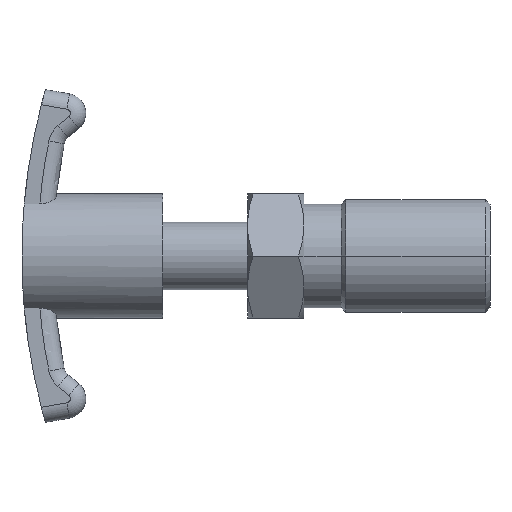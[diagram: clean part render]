
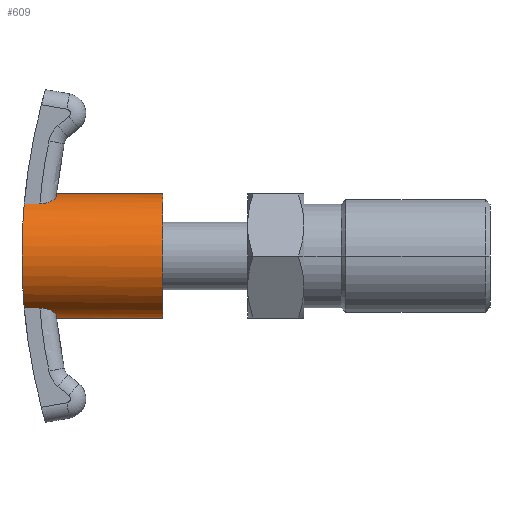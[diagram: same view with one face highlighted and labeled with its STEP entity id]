
A CAD part, left-side view. The second image highlights one B-rep face of the part: STEP entity #609.
In plain terms, the highlighted cylindrical face has radius 11 mm (diameter 22 mm), a partial arc.
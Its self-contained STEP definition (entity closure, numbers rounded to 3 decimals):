
#395=EDGE_CURVE('',#979,#1045,#1140,.T.);
#503=VERTEX_POINT('',#1259);
#513=EDGE_CURVE('',#541,#979,#1270,.T.);
#541=VERTEX_POINT('',#1300);
#555=EDGE_CURVE('',#1027,#1101,#1316,.T.);
#567=VERTEX_POINT('',#1329);
#609=ADVANCED_FACE('',(#1373),#1374,.T.);
#615=VERTEX_POINT('',#1381);
#659=EDGE_CURVE('',#615,#567,#1429,.T.);
#761=EDGE_CURVE('',#1101,#541,#1547,.T.);
#767=EDGE_CURVE('',#567,#1027,#1554,.T.);
#827=EDGE_CURVE('',#955,#615,#1624,.T.);
#923=EDGE_CURVE('',#955,#1073,#1729,.T.);
#955=VERTEX_POINT('',#1763);
#979=VERTEX_POINT('',#1789);
#1027=VERTEX_POINT('',#1844);
#1045=VERTEX_POINT('',#1864);
#1053=EDGE_CURVE('',#1045,#503,#1872,.T.);
#1065=EDGE_CURVE('',#1099,#503,#1884,.T.);
#1073=VERTEX_POINT('',#1893);
#1081=EDGE_CURVE('',#1073,#1099,#1903,.T.);
#1099=VERTEX_POINT('',#1924);
#1101=VERTEX_POINT('',#1926);
#1140=B_SPLINE_CURVE_WITH_KNOTS('',3,(#1960,#1961,#1962,#1963,#1964,#1965,#1966,#1967,#1968,#1969,#1970,#1971),.UNSPECIFIED.,.F.,.F.,(4,2,2,2,2,4),(0.0,0.911,1.891,3.061,4.051,5.022),.UNSPECIFIED.);
#1259=CARTESIAN_POINT('',(0.,43.899,-11.0));
#1270=LINE('',#2190,#2191);
#1300=CARTESIAN_POINT('',(-6.0,49.6,-9.22));
#1316=B_SPLINE_CURVE_WITH_KNOTS('',3,(#2290,#2291,#2292,#2293,#2294,#2295,#2296,#2297,#2298,#2299,#2300,#2301,#2302,#2303),.UNSPECIFIED.,.F.,.F.,(4,2,2,2,2,2,4),(6.062,6.22,8.293,10.367,12.44,14.514,16.587),.UNSPECIFIED.);
#1329=CARTESIAN_POINT('',(-6.0,46.84,9.22));
#1373=FACE_OUTER_BOUND('',#2433,.T.);
#1374=CYLINDRICAL_SURFACE('',#2434,11.0);
#1381=CARTESIAN_POINT('',(-3.25,43.952,10.509));
#1429=B_SPLINE_CURVE_WITH_KNOTS('',3,(#2517,#2518,#2519,#2520,#2521,#2522,#2523,#2524,#2525,#2526,#2527,#2528),.UNSPECIFIED.,.F.,.F.,(4,2,2,2,2,4),(0.0,1.124,2.382,3.579,4.313,5.034),.UNSPECIFIED.);
#1547=B_SPLINE_CURVE_WITH_KNOTS('',3,(#2726,#2727,#2728,#2729,#2730,#2731,#2732,#2733,#2734,#2735,#2736,#2737,#2738,#2739),.UNSPECIFIED.,.F.,.F.,(4,2,2,2,2,2,4),(16.587,18.66,20.734,22.807,24.88,26.954,27.112),.UNSPECIFIED.);
#1554=LINE('',#2747,#2748);
#1624=B_SPLINE_CURVE_WITH_KNOTS('',3,(#2860,#2861,#2862,#2863,#2864,#2865,#2866,#2867,#2868,#2869,#2870),.UNSPECIFIED.,.F.,.F.,(4,2,3,2,4),(-4.147,-2.074,0.0,2.074,4.147),.UNSPECIFIED.);
#1729=LINE('',#3085,#3086);
#1763=CARTESIAN_POINT('',(0.,43.899,11.0));
#1789=CARTESIAN_POINT('',(-6.0,46.84,-9.22));
#1844=CARTESIAN_POINT('',(-6.0,49.6,9.22));
#1864=CARTESIAN_POINT('',(-3.25,43.952,-10.509));
#1872=B_SPLINE_CURVE_WITH_KNOTS('',3,(#3356,#3357,#3358,#3359,#3360,#3361,#3362,#3363,#3364,#3365),.UNSPECIFIED.,.F.,.F.,(4,2,2,2,4),(29.03,31.103,33.177,35.25,37.324),.UNSPECIFIED.);
#1884=LINE('',#3394,#3395);
#1893=CARTESIAN_POINT('',(0.,25.0,11.0));
#1903=CIRCLE('',#3417,11.0);
#1924=CARTESIAN_POINT('',(0.,25.0,-11.0));
#1926=CARTESIAN_POINT('',(-11.0,50.0,0.));
#1960=CARTESIAN_POINT('',(-5.969,47.25,-9.24));
#1961=CARTESIAN_POINT('',(-6.015,46.951,-9.21));
#1962=CARTESIAN_POINT('',(-6.009,46.648,-9.214));
#1963=CARTESIAN_POINT('',(-5.901,46.031,-9.284));
#1964=CARTESIAN_POINT('',(-5.791,45.728,-9.354));
#1965=CARTESIAN_POINT('',(-5.459,45.124,-9.552));
#1966=CARTESIAN_POINT('',(-5.22,44.836,-9.688));
#1967=CARTESIAN_POINT('',(-4.702,44.406,-9.948));
#1968=CARTESIAN_POINT('',(-4.434,44.247,-10.072));
#1969=CARTESIAN_POINT('',(-3.862,44.026,-10.304));
#1970=CARTESIAN_POINT('',(-3.56,43.962,-10.413));
#1971=CARTESIAN_POINT('',(-3.25,43.952,-10.509));
#2190=CARTESIAN_POINT('',(-6.0,45.72,-9.22));
#2191=VECTOR('',#3623,1.0);
#2290=CARTESIAN_POINT('',(-6.0,49.6,9.22));
#2291=CARTESIAN_POINT('',(-6.046,49.603,9.189));
#2292=CARTESIAN_POINT('',(-6.092,49.605,9.159));
#2293=CARTESIAN_POINT('',(-6.739,49.643,8.724));
#2294=CARTESIAN_POINT('',(-7.29,49.68,8.266));
#2295=CARTESIAN_POINT('',(-8.266,49.751,7.29));
#2296=CARTESIAN_POINT('',(-8.724,49.788,6.739));
#2297=CARTESIAN_POINT('',(-9.532,49.858,5.538));
#2298=CARTESIAN_POINT('',(-9.881,49.89,4.888));
#2299=CARTESIAN_POINT('',(-10.443,49.944,3.533));
#2300=CARTESIAN_POINT('',(-10.655,49.965,2.827));
#2301=CARTESIAN_POINT('',(-10.934,49.993,1.406));
#2302=CARTESIAN_POINT('',(-11.0,50.0,0.691));
#2303=CARTESIAN_POINT('',(-11.0,50.0,0.));
#2433=EDGE_LOOP('',(#3733,#3734,#3735,#3736,#3737,#3738,#3739,#3740,#3741,#3742,#3743));
#2434=AXIS2_PLACEMENT_3D('',#3744,#3745,#3746);
#2517=CARTESIAN_POINT('',(-3.25,43.952,10.509));
#2518=CARTESIAN_POINT('',(-3.608,43.963,10.398));
#2519=CARTESIAN_POINT('',(-3.954,44.046,10.27));
#2520=CARTESIAN_POINT('',(-4.632,44.348,9.985));
#2521=CARTESIAN_POINT('',(-4.954,44.582,9.826));
#2522=CARTESIAN_POINT('',(-5.475,45.146,9.545));
#2523=CARTESIAN_POINT('',(-5.68,45.473,9.422));
#2524=CARTESIAN_POINT('',(-5.9,46.06,9.284));
#2525=CARTESIAN_POINT('',(-5.957,46.295,9.247));
#2526=CARTESIAN_POINT('',(-6.009,46.775,9.213));
#2527=CARTESIAN_POINT('',(-6.005,47.014,9.216));
#2528=CARTESIAN_POINT('',(-5.969,47.25,9.24));
#2726=CARTESIAN_POINT('',(-11.0,50.0,0.));
#2727=CARTESIAN_POINT('',(-11.0,50.0,-0.691));
#2728=CARTESIAN_POINT('',(-10.934,49.993,-1.406));
#2729=CARTESIAN_POINT('',(-10.655,49.965,-2.827));
#2730=CARTESIAN_POINT('',(-10.443,49.944,-3.533));
#2731=CARTESIAN_POINT('',(-9.881,49.89,-4.888));
#2732=CARTESIAN_POINT('',(-9.532,49.858,-5.538));
#2733=CARTESIAN_POINT('',(-8.724,49.788,-6.739));
#2734=CARTESIAN_POINT('',(-8.266,49.751,-7.29));
#2735=CARTESIAN_POINT('',(-7.29,49.68,-8.266));
#2736=CARTESIAN_POINT('',(-6.739,49.643,-8.724));
#2737=CARTESIAN_POINT('',(-6.092,49.605,-9.159));
#2738=CARTESIAN_POINT('',(-6.046,49.603,-9.189));
#2739=CARTESIAN_POINT('',(-6.0,49.6,-9.22));
#2747=CARTESIAN_POINT('',(-6.0,45.72,9.22));
#2748=VECTOR('',#3978,1.0);
#2860=CARTESIAN_POINT('',(4.211,43.987,10.162));
#2861=CARTESIAN_POINT('',(3.534,43.959,10.443));
#2862=CARTESIAN_POINT('',(2.827,43.936,10.655));
#2863=CARTESIAN_POINT('',(1.406,43.907,10.934));
#2864=CARTESIAN_POINT('',(0.691,43.899,11.0));
#2865=CARTESIAN_POINT('',(0.,43.899,11.0));
#2866=CARTESIAN_POINT('',(-0.691,43.899,11.0));
#2867=CARTESIAN_POINT('',(-1.406,43.907,10.934));
#2868=CARTESIAN_POINT('',(-2.827,43.936,10.655));
#2869=CARTESIAN_POINT('',(-3.534,43.959,10.443));
#2870=CARTESIAN_POINT('',(-4.211,43.987,10.162));
#3085=CARTESIAN_POINT('',(0.,38.0,11.0));
#3086=VECTOR('',#4192,1.0);
#3356=CARTESIAN_POINT('',(-4.211,43.987,-10.162));
#3357=CARTESIAN_POINT('',(-3.534,43.959,-10.443));
#3358=CARTESIAN_POINT('',(-2.827,43.936,-10.655));
#3359=CARTESIAN_POINT('',(-1.406,43.907,-10.934));
#3360=CARTESIAN_POINT('',(-0.691,43.899,-11.0));
#3361=CARTESIAN_POINT('',(0.691,43.899,-11.0));
#3362=CARTESIAN_POINT('',(1.406,43.907,-10.934));
#3363=CARTESIAN_POINT('',(2.827,43.936,-10.655));
#3364=CARTESIAN_POINT('',(3.534,43.959,-10.443));
#3365=CARTESIAN_POINT('',(4.211,43.987,-10.162));
#3394=CARTESIAN_POINT('',(0.,38.0,-11.0));
#3395=VECTOR('',#4355,1.0);
#3417=AXIS2_PLACEMENT_3D('',#4386,#4387,#4388);
#3623=DIRECTION('',(0.0,-1.0,0.0));
#3733=ORIENTED_EDGE('',*,*,#1065,.F.);
#3734=ORIENTED_EDGE('',*,*,#1081,.F.);
#3735=ORIENTED_EDGE('',*,*,#923,.F.);
#3736=ORIENTED_EDGE('',*,*,#827,.T.);
#3737=ORIENTED_EDGE('',*,*,#659,.T.);
#3738=ORIENTED_EDGE('',*,*,#767,.T.);
#3739=ORIENTED_EDGE('',*,*,#555,.T.);
#3740=ORIENTED_EDGE('',*,*,#761,.T.);
#3741=ORIENTED_EDGE('',*,*,#513,.T.);
#3742=ORIENTED_EDGE('',*,*,#395,.T.);
#3743=ORIENTED_EDGE('',*,*,#1053,.T.);
#3744=CARTESIAN_POINT('',(0.0,38.0,0.0));
#3745=DIRECTION('',(-0.0,-1.0,-0.0));
#3746=DIRECTION('',(0.,0.0,-1.0));
#3978=DIRECTION('',(0.0,1.0,0.0));
#4192=DIRECTION('',(-0.0,-1.0,-0.0));
#4355=DIRECTION('',(0.0,1.0,0.0));
#4386=CARTESIAN_POINT('',(0.0,25.0,0.0));
#4387=DIRECTION('',(0.0,-1.0,0.0));
#4388=DIRECTION('',(0.,0.0,-1.0));
